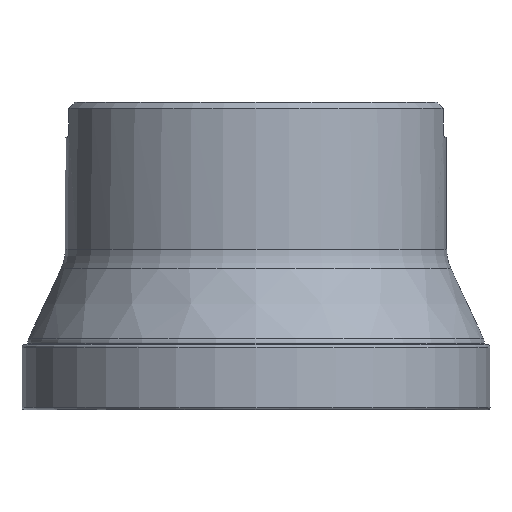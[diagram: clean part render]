
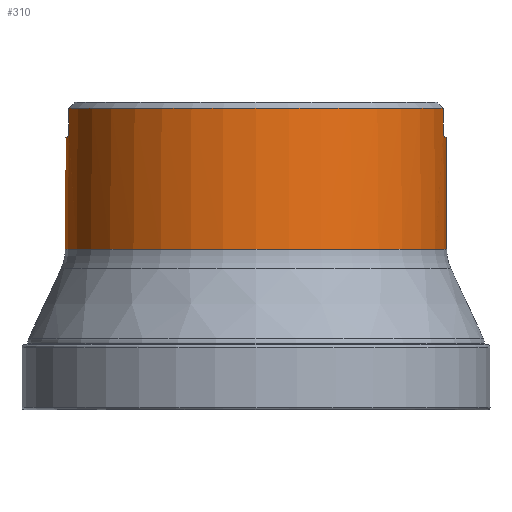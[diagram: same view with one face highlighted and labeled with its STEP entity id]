
A CAD part, left-side view. The second image highlights one B-rep face of the part: STEP entity #310.
In plain terms, the highlighted cylindrical face has radius 31 mm (diameter 62 mm), a full revolution.
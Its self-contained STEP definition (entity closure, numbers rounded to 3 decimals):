
#39=CYLINDRICAL_SURFACE('',#1501,31.);
#103=LINE('',#2410,#147);
#104=LINE('',#2412,#148);
#105=LINE('',#2453,#149);
#106=LINE('',#2454,#150);
#147=VECTOR('',#1744,1.);
#148=VECTOR('',#1745,1.);
#149=VECTOR('',#1748,1.);
#150=VECTOR('',#1749,1.);
#310=ADVANCED_FACE('',(#511,#512),#39,.T.);
#439=B_SPLINE_CURVE_WITH_KNOTS('',3,(#2414,#2415,#2416,#2417,#2418,#2419,
#2420,#2421,#2422,#2423,#2424,#2425,#2426,#2427,#2428,#2429,#2430,#2431,
#2432),.UNSPECIFIED.,.F.,.F.,(4,3,3,3,3,3,4),(0.,0.102,0.407,
0.852,0.921,0.969,1.),.UNSPECIFIED.);
#440=B_SPLINE_CURVE_WITH_KNOTS('',3,(#2436,#2437,#2438,#2439,#2440,#2441,
#2442,#2443,#2444,#2445,#2446,#2447,#2448,#2449,#2450,#2451),
 .UNSPECIFIED.,.F.,.F.,(4,3,3,3,3,4),(0.,0.039,0.101,
0.355,0.788,1.),.UNSPECIFIED.);
#441=B_SPLINE_CURVE_WITH_KNOTS('',3,(#2456,#2457,#2458,#2459,#2460,#2461,
#2462,#2463,#2464,#2465,#2466,#2467,#2468,#2469,#2470,#2471,#2472,#2473,
#2474),.UNSPECIFIED.,.F.,.F.,(4,3,3,3,3,3,4),(0.,0.102,0.407,
0.852,0.921,0.969,1.),.UNSPECIFIED.);
#442=B_SPLINE_CURVE_WITH_KNOTS('',3,(#2478,#2479,#2480,#2481,#2482,#2483,
#2484,#2485,#2486,#2487,#2488,#2489,#2490,#2491,#2492,#2493),
 .UNSPECIFIED.,.F.,.F.,(4,3,3,3,3,4),(0.,0.039,0.101,
0.355,0.788,1.),.UNSPECIFIED.);
#511=FACE_BOUND('',#614,.T.);
#512=FACE_BOUND('',#615,.T.);
#614=EDGE_LOOP('',(#777,#778,#779,#780,#781,#782,#783,#784,#785,#786,#787,
#788));
#615=EDGE_LOOP('',(#789));
#777=ORIENTED_EDGE('',*,*,#1230,.T.);
#778=ORIENTED_EDGE('',*,*,#1214,.F.);
#779=ORIENTED_EDGE('',*,*,#1231,.F.);
#780=ORIENTED_EDGE('',*,*,#1232,.F.);
#781=ORIENTED_EDGE('',*,*,#1233,.F.);
#782=ORIENTED_EDGE('',*,*,#1234,.F.);
#783=ORIENTED_EDGE('',*,*,#1235,.T.);
#784=ORIENTED_EDGE('',*,*,#1210,.F.);
#785=ORIENTED_EDGE('',*,*,#1236,.F.);
#786=ORIENTED_EDGE('',*,*,#1237,.F.);
#787=ORIENTED_EDGE('',*,*,#1238,.F.);
#788=ORIENTED_EDGE('',*,*,#1239,.F.);
#789=ORIENTED_EDGE('',*,*,#1240,.T.);
#1085=VERTEX_POINT('',#2319);
#1086=VERTEX_POINT('',#2321);
#1089=VERTEX_POINT('',#2344);
#1090=VERTEX_POINT('',#2345);
#1104=VERTEX_POINT('',#2411);
#1105=VERTEX_POINT('',#2413);
#1106=VERTEX_POINT('',#2433);
#1107=VERTEX_POINT('',#2435);
#1108=VERTEX_POINT('',#2452);
#1109=VERTEX_POINT('',#2455);
#1110=VERTEX_POINT('',#2475);
#1111=VERTEX_POINT('',#2477);
#1112=VERTEX_POINT('',#2495);
#1210=EDGE_CURVE('',#1085,#1086,#1383,.T.);
#1214=EDGE_CURVE('',#1089,#1090,#1385,.T.);
#1230=EDGE_CURVE('',#1104,#1090,#103,.T.);
#1231=EDGE_CURVE('',#1105,#1089,#104,.T.);
#1232=EDGE_CURVE('',#1106,#1105,#439,.T.);
#1233=EDGE_CURVE('',#1107,#1106,#1395,.T.);
#1234=EDGE_CURVE('',#1108,#1107,#440,.T.);
#1235=EDGE_CURVE('',#1108,#1086,#105,.T.);
#1236=EDGE_CURVE('',#1109,#1085,#106,.T.);
#1237=EDGE_CURVE('',#1110,#1109,#441,.T.);
#1238=EDGE_CURVE('',#1111,#1110,#1396,.T.);
#1239=EDGE_CURVE('',#1104,#1111,#442,.T.);
#1240=EDGE_CURVE('',#1112,#1112,#1397,.T.);
#1383=CIRCLE('',#1479,31.);
#1385=CIRCLE('',#1482,31.);
#1395=CIRCLE('',#1498,31.);
#1396=CIRCLE('',#1499,31.);
#1397=CIRCLE('',#1500,31.);
#1479=AXIS2_PLACEMENT_3D('',#2320,#1704,#1705);
#1482=AXIS2_PLACEMENT_3D('',#2343,#1710,#1711);
#1498=AXIS2_PLACEMENT_3D('',#2434,#1746,#1747);
#1499=AXIS2_PLACEMENT_3D('',#2476,#1750,#1751);
#1500=AXIS2_PLACEMENT_3D('',#2494,#1752,#1753);
#1501=AXIS2_PLACEMENT_3D('',#2496,#1754,#1755);
#1704=DIRECTION('',(0.,0.,1.));
#1705=DIRECTION('',(1.,0.,0.));
#1710=DIRECTION('',(0.,0.,1.));
#1711=DIRECTION('',(1.,0.,0.));
#1744=DIRECTION('',(0.,0.,1.));
#1745=DIRECTION('',(0.,0.,1.));
#1746=DIRECTION('',(0.,0.,1.));
#1747=DIRECTION('',(-1.,0.,0.));
#1748=DIRECTION('',(0.,0.,1.));
#1749=DIRECTION('',(0.,0.,1.));
#1750=DIRECTION('',(0.,0.,1.));
#1751=DIRECTION('',(-1.,0.,0.));
#1752=DIRECTION('',(0.,0.,1.));
#1753=DIRECTION('',(1.,0.,0.));
#1754=DIRECTION('',(0.,0.,1.));
#1755=DIRECTION('',(1.,0.,0.));
#2319=CARTESIAN_POINT('',(-5.872,30.439,-1.));
#2320=CARTESIAN_POINT('',(0.,0.,-1.));
#2321=CARTESIAN_POINT('',(-5.872,-30.439,-1.));
#2343=CARTESIAN_POINT('',(0.,0.,-1.));
#2344=CARTESIAN_POINT('',(5.872,-30.439,-1.));
#2345=CARTESIAN_POINT('',(5.872,30.439,-1.));
#2410=CARTESIAN_POINT('',(5.872,30.439,-5.76));
#2411=CARTESIAN_POINT('',(5.872,30.439,-4.9));
#2412=CARTESIAN_POINT('',(5.872,-30.439,-5.76));
#2413=CARTESIAN_POINT('',(5.872,-30.439,-4.9));
#2414=CARTESIAN_POINT('',(4.554,-30.664,-5.7));
#2415=CARTESIAN_POINT('',(4.609,-30.656,-5.7));
#2416=CARTESIAN_POINT('',(4.664,-30.647,-5.696));
#2417=CARTESIAN_POINT('',(4.719,-30.639,-5.688));
#2418=CARTESIAN_POINT('',(4.881,-30.614,-5.666));
#2419=CARTESIAN_POINT('',(5.04,-30.588,-5.612));
#2420=CARTESIAN_POINT('',(5.186,-30.563,-5.538));
#2421=CARTESIAN_POINT('',(5.399,-30.527,-5.431));
#2422=CARTESIAN_POINT('',(5.598,-30.491,-5.286));
#2423=CARTESIAN_POINT('',(5.759,-30.46,-5.11));
#2424=CARTESIAN_POINT('',(5.784,-30.456,-5.082));
#2425=CARTESIAN_POINT('',(5.808,-30.451,-5.053));
#2426=CARTESIAN_POINT('',(5.829,-30.447,-5.022));
#2427=CARTESIAN_POINT('',(5.844,-30.444,-4.999));
#2428=CARTESIAN_POINT('',(5.856,-30.442,-4.976));
#2429=CARTESIAN_POINT('',(5.864,-30.44,-4.95));
#2430=CARTESIAN_POINT('',(5.87,-30.439,-4.934));
#2431=CARTESIAN_POINT('',(5.872,-30.439,-4.917));
#2432=CARTESIAN_POINT('',(5.872,-30.439,-4.9));
#2433=CARTESIAN_POINT('',(4.554,-30.664,-5.7));
#2434=CARTESIAN_POINT('',(0.,0.,-5.7));
#2435=CARTESIAN_POINT('',(-4.554,-30.664,-5.7));
#2436=CARTESIAN_POINT('',(-5.872,-30.439,-4.9));
#2437=CARTESIAN_POINT('',(-5.872,-30.439,-4.921));
#2438=CARTESIAN_POINT('',(-5.868,-30.44,-4.943));
#2439=CARTESIAN_POINT('',(-5.86,-30.441,-4.963));
#2440=CARTESIAN_POINT('',(-5.848,-30.443,-4.994));
#2441=CARTESIAN_POINT('',(-5.829,-30.447,-5.023));
#2442=CARTESIAN_POINT('',(-5.809,-30.451,-5.05));
#2443=CARTESIAN_POINT('',(-5.726,-30.467,-5.16));
#2444=CARTESIAN_POINT('',(-5.619,-30.487,-5.25));
#2445=CARTESIAN_POINT('',(-5.51,-30.506,-5.334));
#2446=CARTESIAN_POINT('',(-5.326,-30.54,-5.474));
#2447=CARTESIAN_POINT('',(-5.116,-30.576,-5.591));
#2448=CARTESIAN_POINT('',(-4.893,-30.611,-5.652));
#2449=CARTESIAN_POINT('',(-4.783,-30.629,-5.683));
#2450=CARTESIAN_POINT('',(-4.668,-30.647,-5.7));
#2451=CARTESIAN_POINT('',(-4.554,-30.664,-5.7));
#2452=CARTESIAN_POINT('',(-5.872,-30.439,-4.9));
#2453=CARTESIAN_POINT('',(-5.872,-30.439,-5.76));
#2454=CARTESIAN_POINT('',(-5.872,30.439,-5.76));
#2455=CARTESIAN_POINT('',(-5.872,30.439,-4.9));
#2456=CARTESIAN_POINT('',(-4.554,30.664,-5.7));
#2457=CARTESIAN_POINT('',(-4.609,30.656,-5.7));
#2458=CARTESIAN_POINT('',(-4.664,30.647,-5.696));
#2459=CARTESIAN_POINT('',(-4.719,30.639,-5.688));
#2460=CARTESIAN_POINT('',(-4.881,30.614,-5.666));
#2461=CARTESIAN_POINT('',(-5.04,30.588,-5.612));
#2462=CARTESIAN_POINT('',(-5.186,30.563,-5.538));
#2463=CARTESIAN_POINT('',(-5.399,30.527,-5.431));
#2464=CARTESIAN_POINT('',(-5.598,30.491,-5.286));
#2465=CARTESIAN_POINT('',(-5.759,30.46,-5.11));
#2466=CARTESIAN_POINT('',(-5.784,30.456,-5.082));
#2467=CARTESIAN_POINT('',(-5.808,30.451,-5.053));
#2468=CARTESIAN_POINT('',(-5.829,30.447,-5.022));
#2469=CARTESIAN_POINT('',(-5.844,30.444,-4.999));
#2470=CARTESIAN_POINT('',(-5.856,30.442,-4.976));
#2471=CARTESIAN_POINT('',(-5.864,30.44,-4.95));
#2472=CARTESIAN_POINT('',(-5.87,30.439,-4.934));
#2473=CARTESIAN_POINT('',(-5.872,30.439,-4.917));
#2474=CARTESIAN_POINT('',(-5.872,30.439,-4.9));
#2475=CARTESIAN_POINT('',(-4.554,30.664,-5.7));
#2476=CARTESIAN_POINT('',(0.,0.,-5.7));
#2477=CARTESIAN_POINT('',(4.554,30.664,-5.7));
#2478=CARTESIAN_POINT('',(5.872,30.439,-4.9));
#2479=CARTESIAN_POINT('',(5.872,30.439,-4.921));
#2480=CARTESIAN_POINT('',(5.868,30.44,-4.943));
#2481=CARTESIAN_POINT('',(5.86,30.441,-4.963));
#2482=CARTESIAN_POINT('',(5.848,30.443,-4.994));
#2483=CARTESIAN_POINT('',(5.829,30.447,-5.023));
#2484=CARTESIAN_POINT('',(5.809,30.451,-5.05));
#2485=CARTESIAN_POINT('',(5.726,30.467,-5.16));
#2486=CARTESIAN_POINT('',(5.619,30.487,-5.25));
#2487=CARTESIAN_POINT('',(5.51,30.506,-5.334));
#2488=CARTESIAN_POINT('',(5.326,30.54,-5.474));
#2489=CARTESIAN_POINT('',(5.116,30.576,-5.591));
#2490=CARTESIAN_POINT('',(4.893,30.611,-5.652));
#2491=CARTESIAN_POINT('',(4.783,30.629,-5.683));
#2492=CARTESIAN_POINT('',(4.668,30.647,-5.7));
#2493=CARTESIAN_POINT('',(4.554,30.664,-5.7));
#2494=CARTESIAN_POINT('',(0.,0.,-23.926));
#2495=CARTESIAN_POINT('',(31.,0.,-23.926));
#2496=CARTESIAN_POINT('',(0.,0.,0.));
